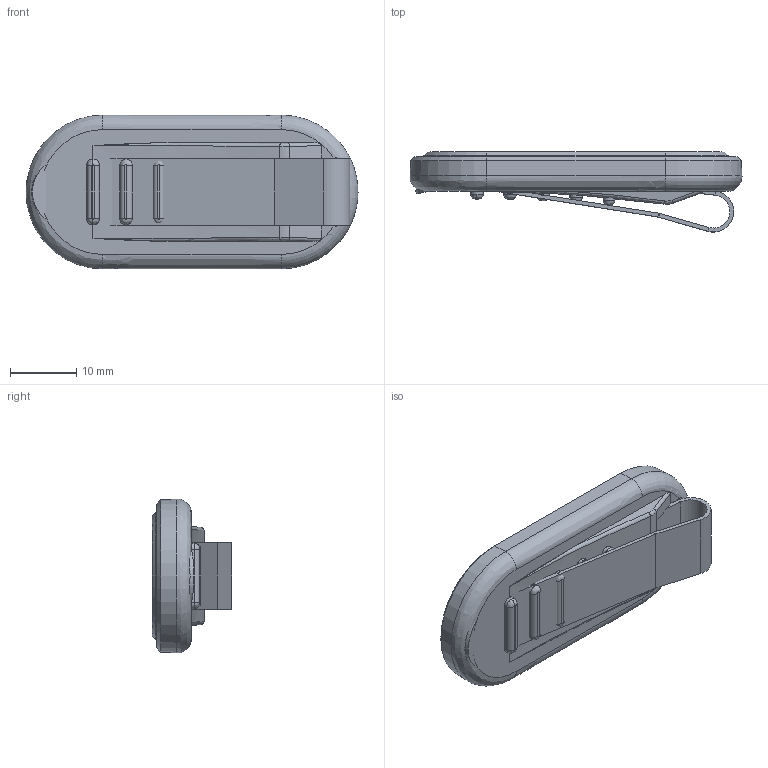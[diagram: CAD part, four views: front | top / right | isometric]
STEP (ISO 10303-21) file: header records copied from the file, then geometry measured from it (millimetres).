
FILE_DESCRIPTION((''),'2;1');
FILE_NAME('CLOTHES-CLAMP-ASSEMBLY_ASM','2018-05-08T',('pernuk'),(''),'CREO PARAMETRIC BY PTC INC, 2015380','CREO PARAMETRIC BY PTC INC, 2015380','');
FILE_SCHEMA(('CONFIG_CONTROL_DESIGN'));
Length unit declared in the file: millimetre
Products named in the file (10): MOVESENSE-ACCESSORY-PLATE; MOVESENSE-SNAP-SPRING; MOVESENSE-SNAP-SOCKET; FLAT-SNAP-MOVESENSE_ASM; MOVESENSE-ACCESSORY-COVER; MOVESENSE-CONNECTOR_ASM; MOVESENSE-ACCESSORY-ADHESIVE-2; HOUSING-CLOTHES-CLAMP; MA-CLOTHING-CLAMP-SPRING; CLOTHES-CLAMP-ASSEMBLY_ASM
Assembly tree (10 placements, depth 4):
  CLOTHES-CLAMP-ASSEMBLY_ASM
    MOVESENSE-CONNECTOR_ASM
      MOVESENSE-ACCESSORY-PLATE
      FLAT-SNAP-MOVESENSE_ASM  x2
        MOVESENSE-SNAP-SPRING
        MOVESENSE-SNAP-SOCKET
      MOVESENSE-ACCESSORY-COVER
    MOVESENSE-ACCESSORY-ADHESIVE-2
    HOUSING-CLOTHES-CLAMP
    MA-CLOTHING-CLAMP-SPRING
Bounding box: 50.3 x 12.12 x 23.32 mm (x, y, z)
Volume: 5659 mm3; surface area: 10951.7 mm2
Topology: 9 solids, 9 shells, 1258 faces, 3183 edges, 2019 vertices
Faces by surface type: plane 494, cone 236, extrusion 192, cylinder 158, torus 96, bspline 80, revolution 2
Entity records: 52497 total; most frequent: CARTESIAN_POINT 16825, ORIENTED_EDGE 5574, DIRECTION 4988, EDGE_CURVE 2787, PRESENTATION_STYLE_ASSIGNMENT 2655, STYLED_ITEM 2514, CURVE_STYLE 2412, VERTEX_POINT 1775
